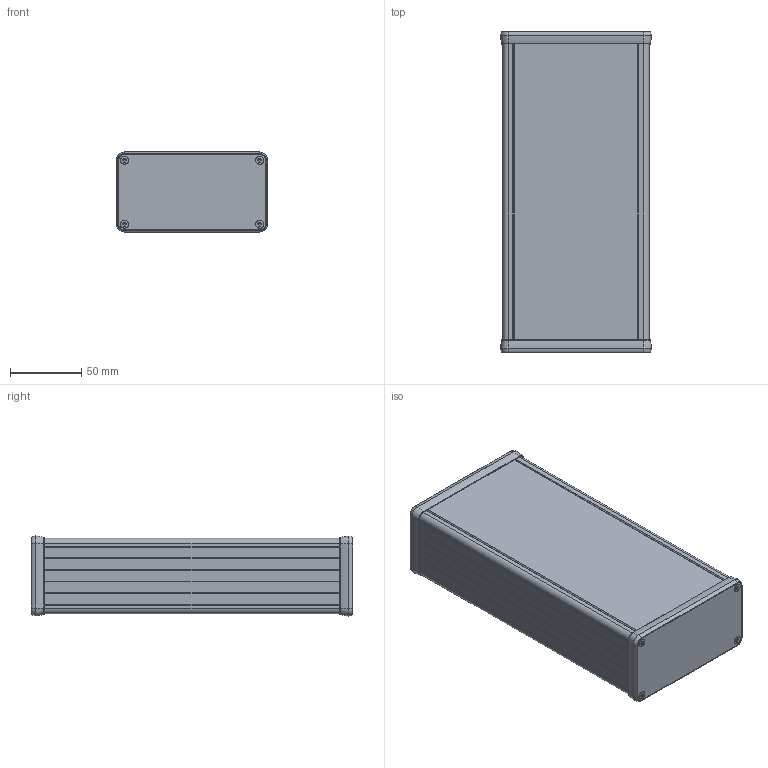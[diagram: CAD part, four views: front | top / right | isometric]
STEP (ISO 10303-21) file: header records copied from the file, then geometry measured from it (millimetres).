
FILE_DESCRIPTION((''),'2;1');
FILE_NAME('STEP''s\1455N2201.stp','2011-11-15T15:52:43',('tfoster'),(''),'Autodesk Inventor 2012','Autodesk Inventor 2012','');
FILE_SCHEMA(('AUTOMOTIVE_DESIGN { 1 0 10303 214 1 1 1 1 }'));
Length unit declared in the file: millimetre
Products named in the file (7): 1455N2201; 1455 Box and Cover 220mm; 1455N Extrusion 220mm; 1455N Cover 220mm; N Bezel Open; 1455N End Plate; 1455 screw
Assembly tree (15 placements, depth 3):
  1455N2201
    1455 Box and Cover 220mm
      1455N Extrusion 220mm
      1455N Cover 220mm
    N Bezel Open  x2
    1455N End Plate  x2
    1455 screw  x8
Bounding box: 106.13 x 226 x 56.26 mm (x, y, z)
Volume: 166447.1 mm3; surface area: 208067.9 mm2
Topology: 14 solids, 14 shells, 584 faces, 1568 edges, 1024 vertices
Faces by surface type: plane 284, cylinder 204, cone 56, torus 24, bspline 16
Full cylindrical faces by diameter (mm): 3.5 x24
Entity records: 12011 total; most frequent: CARTESIAN_POINT 2254, DIRECTION 2072, ORIENTED_EDGE 1976, EDGE_CURVE 988, AXIS2_PLACEMENT_3D 718, VERTEX_POINT 656, VECTOR 636, LINE 636
